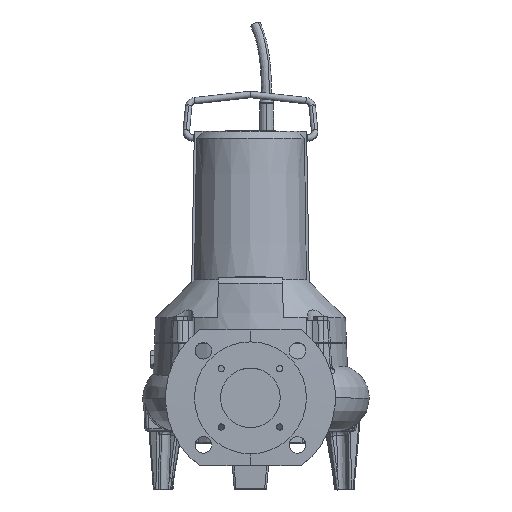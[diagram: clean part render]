
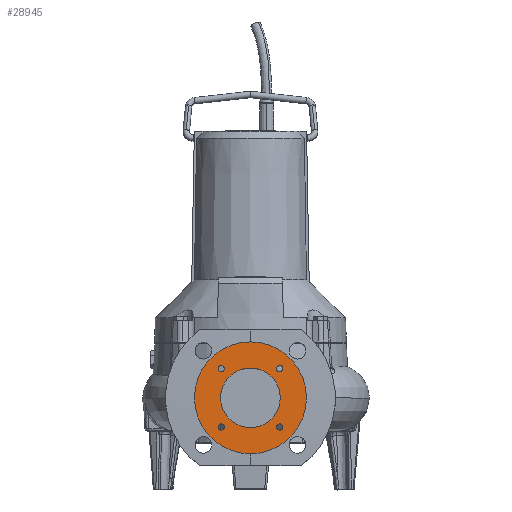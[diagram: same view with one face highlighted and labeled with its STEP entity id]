
A CAD part, top view. The second image highlights one B-rep face of the part: STEP entity #28945.
In plain terms, the highlighted face is planar.
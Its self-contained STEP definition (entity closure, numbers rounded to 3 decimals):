
#94 = CIRCLE ( 'NONE', #39514, 61. ) ;
#346 = DIRECTION ( 'NONE',  ( -1., 0., 0. ) ) ;
#689 = CIRCLE ( 'NONE', #35503, 3.375 ) ;
#966 = CARTESIAN_POINT ( 'NONE',  ( 180., 0., 32.5 ) ) ;
#1720 = CARTESIAN_POINT ( 'NONE',  ( 180., 0., 61. ) ) ;
#2434 = DIRECTION ( 'NONE',  ( 0., 1., 0. ) ) ;
#2442 = AXIS2_PLACEMENT_3D ( 'NONE', #30538, #9078, #14896 ) ;
#2788 = CARTESIAN_POINT ( 'NONE',  ( 180., -31.82, 31.82 ) ) ;
#3150 = CIRCLE ( 'NONE', #63458, 61. ) ;
#3520 = ORIENTED_EDGE ( 'NONE', *, *, #46423, .T. ) ;
#4118 = DIRECTION ( 'NONE',  ( 0., 1., 0. ) ) ;
#5026 = ORIENTED_EDGE ( 'NONE', *, *, #54711, .T. ) ;
#6503 = CARTESIAN_POINT ( 'NONE',  ( 180., -28.445, 31.82 ) ) ;
#7012 = ORIENTED_EDGE ( 'NONE', *, *, #14230, .T. ) ;
#7171 = ORIENTED_EDGE ( 'NONE', *, *, #70858, .T. ) ;
#9078 = DIRECTION ( 'NONE',  ( 1., 0., 0. ) ) ;
#9543 = EDGE_CURVE ( 'NONE', #55726, #38065, #31588, .T. ) ;
#10206 = CIRCLE ( 'NONE', #31096, 3.375 ) ;
#11015 = CARTESIAN_POINT ( 'NONE',  ( 180., -31.82, 31.82 ) ) ;
#11319 = DIRECTION ( 'NONE',  ( -1., 0., 0. ) ) ;
#11884 = ORIENTED_EDGE ( 'NONE', *, *, #25745, .T. ) ;
#12406 = EDGE_LOOP ( 'NONE', ( #43099, #7171 ) ) ;
#12530 = DIRECTION ( 'NONE',  ( 0., 1., 0. ) ) ;
#12971 = DIRECTION ( 'NONE',  ( 0., 0., -1. ) ) ;
#13832 = PLANE ( 'NONE',  #2442 ) ;
#14230 = EDGE_CURVE ( 'NONE', #38065, #55726, #69275, .T. ) ;
#14540 = FACE_BOUND ( 'NONE', #60174, .T. ) ;
#14736 = DIRECTION ( 'NONE',  ( 1., 0., 0. ) ) ;
#14827 = DIRECTION ( 'NONE',  ( 0., 1., 0. ) ) ;
#14896 = DIRECTION ( 'NONE',  ( 0., 0., -1. ) ) ;
#15036 = DIRECTION ( 'NONE',  ( 0., 0., -1. ) ) ;
#15179 = DIRECTION ( 'NONE',  ( -1., 0., 0. ) ) ;
#15342 = AXIS2_PLACEMENT_3D ( 'NONE', #2788, #29679, #2434 ) ;
#18625 = CARTESIAN_POINT ( 'NONE',  ( 180., 28.445, 31.82 ) ) ;
#19283 = FACE_BOUND ( 'NONE', #12406, .T. ) ;
#19929 = CARTESIAN_POINT ( 'NONE',  ( 180., -31.82, -31.82 ) ) ;
#20418 = CIRCLE ( 'NONE', #26227, 3.375 ) ;
#20751 = EDGE_LOOP ( 'NONE', ( #54505, #7012 ) ) ;
#21261 = CARTESIAN_POINT ( 'NONE',  ( 180., 0., 0. ) ) ;
#21499 = CARTESIAN_POINT ( 'NONE',  ( 180., 0., 0. ) ) ;
#21674 = VERTEX_POINT ( 'NONE', #26576 ) ;
#21911 = CARTESIAN_POINT ( 'NONE',  ( 180., 0., -61. ) ) ;
#22018 = AXIS2_PLACEMENT_3D ( 'NONE', #29044, #55244, #49797 ) ;
#23561 = CARTESIAN_POINT ( 'NONE',  ( 180., 31.82, 31.82 ) ) ;
#23878 = DIRECTION ( 'NONE',  ( 1., 0., 0. ) ) ;
#23900 = ORIENTED_EDGE ( 'NONE', *, *, #39136, .T. ) ;
#24061 = CARTESIAN_POINT ( 'NONE',  ( 180., 35.195, -31.82 ) ) ;
#24855 = CIRCLE ( 'NONE', #34143, 3.375 ) ;
#25745 = EDGE_CURVE ( 'NONE', #65932, #21674, #69754, .T. ) ;
#25805 = FACE_BOUND ( 'NONE', #20751, .T. ) ;
#26227 = AXIS2_PLACEMENT_3D ( 'NONE', #27001, #60783, #71310 ) ;
#26291 = DIRECTION ( 'NONE',  ( 0., 1., 0. ) ) ;
#26576 = CARTESIAN_POINT ( 'NONE',  ( 180., 0., -32.5 ) ) ;
#27001 = CARTESIAN_POINT ( 'NONE',  ( 180., 31.82, -31.82 ) ) ;
#28945 = ADVANCED_FACE ( 'NONE', ( #19283, #14540, #53417, #25805, #63599, #42516 ), #13832, .T. ) ;
#29044 = CARTESIAN_POINT ( 'NONE',  ( 180., 31.82, -31.82 ) ) ;
#29679 = DIRECTION ( 'NONE',  ( -1., 0., 0. ) ) ;
#30098 = CIRCLE ( 'NONE', #22018, 3.375 ) ;
#30538 = CARTESIAN_POINT ( 'NONE',  ( 180., 200., -200. ) ) ;
#30730 = AXIS2_PLACEMENT_3D ( 'NONE', #21499, #65461, #37865 ) ;
#31096 = AXIS2_PLACEMENT_3D ( 'NONE', #19929, #15179, #14827 ) ;
#31588 = CIRCLE ( 'NONE', #15342, 3.375 ) ;
#32402 = ORIENTED_EDGE ( 'NONE', *, *, #43998, .T. ) ;
#33118 = CIRCLE ( 'NONE', #70241, 3.375 ) ;
#33749 = DIRECTION ( 'NONE',  ( 0., 1., 0. ) ) ;
#34143 = AXIS2_PLACEMENT_3D ( 'NONE', #59351, #48089, #4118 ) ;
#35306 = EDGE_CURVE ( 'NONE', #63908, #57349, #689, .T. ) ;
#35503 = AXIS2_PLACEMENT_3D ( 'NONE', #67752, #62296, #12530 ) ;
#35713 = EDGE_CURVE ( 'NONE', #59993, #65464, #20418, .T. ) ;
#37865 = DIRECTION ( 'NONE',  ( 0., 0., -1. ) ) ;
#37984 = DIRECTION ( 'NONE',  ( 0., 0., -1. ) ) ;
#38065 = VERTEX_POINT ( 'NONE', #69591 ) ;
#39136 = EDGE_CURVE ( 'NONE', #65464, #59993, #30098, .T. ) ;
#39514 = AXIS2_PLACEMENT_3D ( 'NONE', #68907, #23878, #12971 ) ;
#42516 = FACE_OUTER_BOUND ( 'NONE', #51978, .T. ) ;
#42619 = AXIS2_PLACEMENT_3D ( 'NONE', #11015, #48811, #26291 ) ;
#43099 = ORIENTED_EDGE ( 'NONE', *, *, #58195, .T. ) ;
#43998 = EDGE_CURVE ( 'NONE', #53291, #58267, #94, .T. ) ;
#46423 = EDGE_CURVE ( 'NONE', #21674, #65932, #60919, .T. ) ;
#48089 = DIRECTION ( 'NONE',  ( -1., 0., 0. ) ) ;
#48811 = DIRECTION ( 'NONE',  ( -1., 0., 0. ) ) ;
#49797 = DIRECTION ( 'NONE',  ( 0., 1., 0. ) ) ;
#50202 = CARTESIAN_POINT ( 'NONE',  ( 180., 0., 0. ) ) ;
#51978 = EDGE_LOOP ( 'NONE', ( #62570, #32402 ) ) ;
#53291 = VERTEX_POINT ( 'NONE', #1720 ) ;
#53417 = FACE_BOUND ( 'NONE', #71082, .T. ) ;
#54505 = ORIENTED_EDGE ( 'NONE', *, *, #9543, .T. ) ;
#54711 = EDGE_CURVE ( 'NONE', #57349, #63908, #33118, .T. ) ;
#55244 = DIRECTION ( 'NONE',  ( -1., 0., 0. ) ) ;
#55726 = VERTEX_POINT ( 'NONE', #6503 ) ;
#57349 = VERTEX_POINT ( 'NONE', #69255 ) ;
#58195 = EDGE_CURVE ( 'NONE', #62191, #60252, #24855, .T. ) ;
#58267 = VERTEX_POINT ( 'NONE', #21911 ) ;
#58830 = CARTESIAN_POINT ( 'NONE',  ( 180., -35.195, -31.82 ) ) ;
#59351 = CARTESIAN_POINT ( 'NONE',  ( 180., -31.82, -31.82 ) ) ;
#59993 = VERTEX_POINT ( 'NONE', #24061 ) ;
#60174 = EDGE_LOOP ( 'NONE', ( #62940, #23900 ) ) ;
#60252 = VERTEX_POINT ( 'NONE', #58830 ) ;
#60361 = ORIENTED_EDGE ( 'NONE', *, *, #35306, .T. ) ;
#60783 = DIRECTION ( 'NONE',  ( -1., 0., 0. ) ) ;
#60919 = CIRCLE ( 'NONE', #30730, 32.5 ) ;
#62191 = VERTEX_POINT ( 'NONE', #66741 ) ;
#62296 = DIRECTION ( 'NONE',  ( -1., 0., 0. ) ) ;
#62570 = ORIENTED_EDGE ( 'NONE', *, *, #67549, .T. ) ;
#62940 = ORIENTED_EDGE ( 'NONE', *, *, #35713, .T. ) ;
#63458 = AXIS2_PLACEMENT_3D ( 'NONE', #21261, #14736, #37984 ) ;
#63599 = FACE_BOUND ( 'NONE', #64392, .T. ) ;
#63908 = VERTEX_POINT ( 'NONE', #18625 ) ;
#64392 = EDGE_LOOP ( 'NONE', ( #3520, #11884 ) ) ;
#65009 = CARTESIAN_POINT ( 'NONE',  ( 180., 28.445, -31.82 ) ) ;
#65461 = DIRECTION ( 'NONE',  ( -1., 0., 0. ) ) ;
#65464 = VERTEX_POINT ( 'NONE', #65009 ) ;
#65932 = VERTEX_POINT ( 'NONE', #966 ) ;
#66741 = CARTESIAN_POINT ( 'NONE',  ( 180., -28.445, -31.82 ) ) ;
#67549 = EDGE_CURVE ( 'NONE', #58267, #53291, #3150, .T. ) ;
#67752 = CARTESIAN_POINT ( 'NONE',  ( 180., 31.82, 31.82 ) ) ;
#68540 = AXIS2_PLACEMENT_3D ( 'NONE', #50202, #11319, #15036 ) ;
#68907 = CARTESIAN_POINT ( 'NONE',  ( 180., 0., 0. ) ) ;
#69255 = CARTESIAN_POINT ( 'NONE',  ( 180., 35.195, 31.82 ) ) ;
#69275 = CIRCLE ( 'NONE', #42619, 3.375 ) ;
#69591 = CARTESIAN_POINT ( 'NONE',  ( 180., -35.195, 31.82 ) ) ;
#69754 = CIRCLE ( 'NONE', #68540, 32.5 ) ;
#70241 = AXIS2_PLACEMENT_3D ( 'NONE', #23561, #346, #33749 ) ;
#70858 = EDGE_CURVE ( 'NONE', #60252, #62191, #10206, .T. ) ;
#71082 = EDGE_LOOP ( 'NONE', ( #5026, #60361 ) ) ;
#71310 = DIRECTION ( 'NONE',  ( 0., 1., 0. ) ) ;
